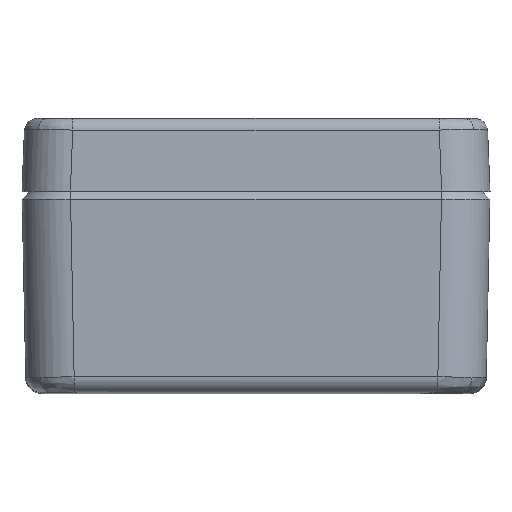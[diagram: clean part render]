
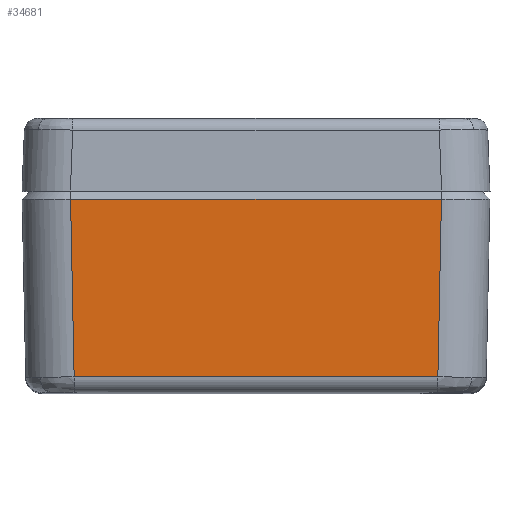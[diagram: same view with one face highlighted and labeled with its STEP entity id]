
A CAD part, top view. The second image highlights one B-rep face of the part: STEP entity #34681.
In plain terms, the highlighted planar face has unit normal (0, -0.02, 1).
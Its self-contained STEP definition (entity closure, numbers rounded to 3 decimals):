
#26329 = DIRECTION ( 'NONE',  ( 0., -1., -0.02 ) ) ;
#26330 = DIRECTION ( 'NONE',  ( 0., -0.02, 1. ) ) ;
#26331 = CARTESIAN_POINT ( 'NONE',  ( -29., 0., 32. ) ) ;
#26332 = AXIS2_PLACEMENT_3D ( 'NONE', #26331, #26330, #26329 ) ;
#26333 = PLANE ( 'NONE',  #26332 ) ;
#26334 = FACE_OUTER_BOUND ( 'NONE', #34680, .T. ) ;
#26335 = DIRECTION ( 'NONE',  ( 0.02, 1., 0.02 ) ) ;
#26336 = VECTOR ( 'NONE', #26335, 1000. ) ;
#26337 = CARTESIAN_POINT ( 'NONE',  ( 22.98, -1.039, 31.979 ) ) ;
#26338 = LINE ( 'NONE', #26337, #26336 ) ;
#26339 = CARTESIAN_POINT ( 'NONE',  ( 22.981, -1., 31.98 ) ) ;
#26345 = DIRECTION ( 'NONE',  ( 1., 0., 0. ) ) ;
#26346 = VECTOR ( 'NONE', #26345, 1000. ) ;
#26347 = CARTESIAN_POINT ( 'NONE',  ( 22.501, -23.04, 31.539 ) ) ;
#26348 = LINE ( 'NONE', #26347, #26346 ) ;
#26362 = CARTESIAN_POINT ( 'NONE',  ( -22.981, -1., 31.98 ) ) ;
#26363 = DIRECTION ( 'NONE',  ( 0.02, -1., -0.02 ) ) ;
#26364 = VECTOR ( 'NONE', #26363, 1000. ) ;
#26365 = CARTESIAN_POINT ( 'NONE',  ( -23.004, 0.12, 32.002 ) ) ;
#26366 = LINE ( 'NONE', #26365, #26364 ) ;
#26367 = CARTESIAN_POINT ( 'NONE',  ( -22.54, -23.04, 31.539 ) ) ;
#26402 = DIRECTION ( 'NONE',  ( -1., 0., 0. ) ) ;
#26403 = VECTOR ( 'NONE', #26402, 1000. ) ;
#26404 = CARTESIAN_POINT ( 'NONE',  ( -29., -1., 31.98 ) ) ;
#26405 = LINE ( 'NONE', #26404, #26403 ) ;
#26703 = CARTESIAN_POINT ( 'NONE',  ( 22.54, -23.04, 31.539 ) ) ;
#34668 = EDGE_CURVE ( 'NONE', #34691, #34799, #26348, .T. ) ;
#34670 = ORIENTED_EDGE ( 'NONE', *, *, #34668, .T. ) ;
#34677 = VERTEX_POINT ( 'NONE', #26339 ) ;
#34678 = EDGE_CURVE ( 'NONE', #34799, #34677, #26338, .T. ) ;
#34679 = ORIENTED_EDGE ( 'NONE', *, *, #34678, .T. ) ;
#34680 = EDGE_LOOP ( 'NONE', ( #34679, #34698, #34693, #34670 ) ) ;
#34681 = ADVANCED_FACE ( 'NONE', ( #26334 ), #26333, .T. ) ;
#34691 = VERTEX_POINT ( 'NONE', #26367 ) ;
#34692 = EDGE_CURVE ( 'NONE', #34694, #34691, #26366, .T. ) ;
#34693 = ORIENTED_EDGE ( 'NONE', *, *, #34692, .T. ) ;
#34694 = VERTEX_POINT ( 'NONE', #26362 ) ;
#34696 = EDGE_CURVE ( 'NONE', #34677, #34694, #26405, .T. ) ;
#34698 = ORIENTED_EDGE ( 'NONE', *, *, #34696, .T. ) ;
#34799 = VERTEX_POINT ( 'NONE', #26703 ) ;
